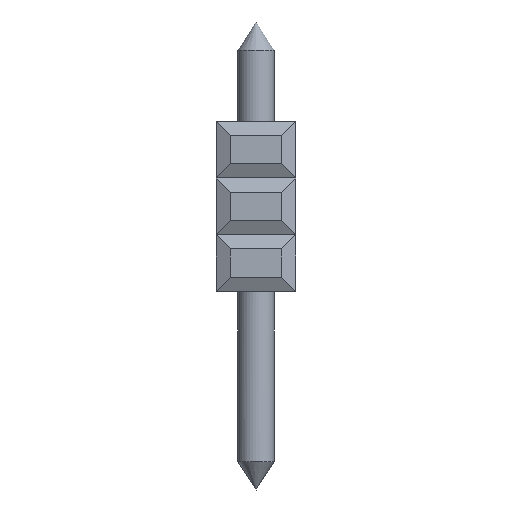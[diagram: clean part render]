
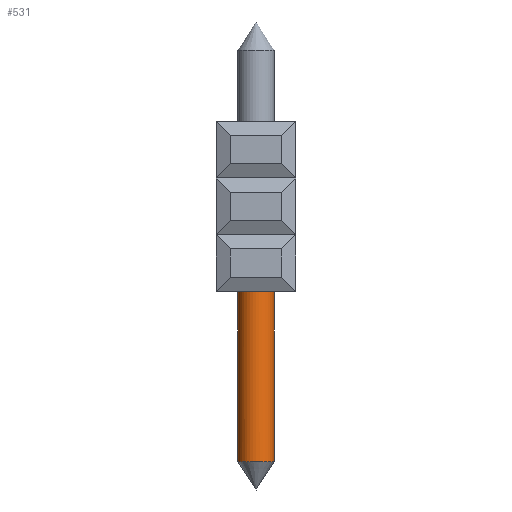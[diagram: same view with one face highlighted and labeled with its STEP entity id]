
A CAD part, left-side view. The second image highlights one B-rep face of the part: STEP entity #531.
In plain terms, the highlighted cylindrical face has radius 0.65 mm (diameter 1.3 mm), a full revolution.
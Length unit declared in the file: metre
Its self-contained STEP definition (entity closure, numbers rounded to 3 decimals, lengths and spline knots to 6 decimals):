
#531=ADVANCED_FACE('',(#1338,#1339),#1340,.T.);
#1338=FACE_OUTER_BOUND('',#2489,.T.);
#1339=FACE_OUTER_BOUND('',#2490,.T.);
#1340=CYLINDRICAL_SURFACE('',#2491,0.00065);
#2489=EDGE_LOOP('',(#4043));
#2490=EDGE_LOOP('',(#4044));
#2491=AXIS2_PLACEMENT_3D('',#4045,#4046,#4047);
#4043=ORIENTED_EDGE('',*,*,#6756,.F.);
#4044=ORIENTED_EDGE('',*,*,#6530,.F.);
#4045=CARTESIAN_POINT('',(0.08065,-0.03326,-0.0015));
#4046=DIRECTION('',(0.0,0.,-1.0));
#4047=DIRECTION('',(-1.0,0.0,0.0));
#6530=EDGE_CURVE('',#7792,#7792,#7793,.T.);
#6756=EDGE_CURVE('',#8126,#8126,#8127,.T.);
#7792=VERTEX_POINT('',#9533);
#7793=CIRCLE('',#9534,0.00065);
#8126=VERTEX_POINT('',#10026);
#8127=CIRCLE('',#10027,0.00065);
#9533=CARTESIAN_POINT('',(0.08065,-0.03391,-0.0058));
#9534=AXIS2_PLACEMENT_3D('',#11750,#11751,#11752);
#10026=CARTESIAN_POINT('',(0.08104,-0.03274,-0.012));
#10027=AXIS2_PLACEMENT_3D('',#11936,#11937,#11938);
#11750=CARTESIAN_POINT('',(0.08065,-0.03326,-0.0058));
#11751=DIRECTION('',(0.0,0.,1.0));
#11752=DIRECTION('',(0.0,-1.0,0.));
#11936=CARTESIAN_POINT('',(0.08065,-0.03326,-0.012));
#11937=DIRECTION('',(0.,0.,-1.0));
#11938=DIRECTION('',(0.6,0.8,0.));
